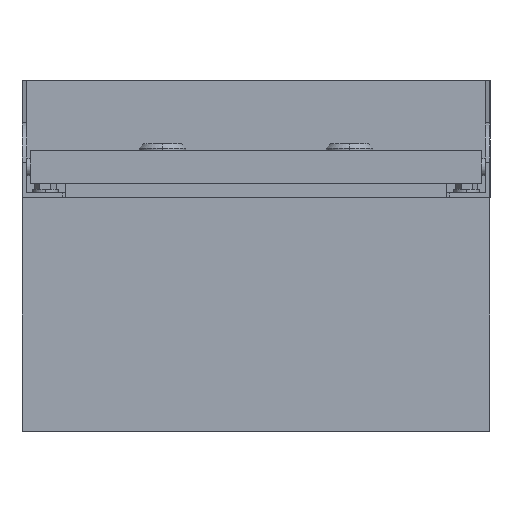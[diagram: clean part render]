
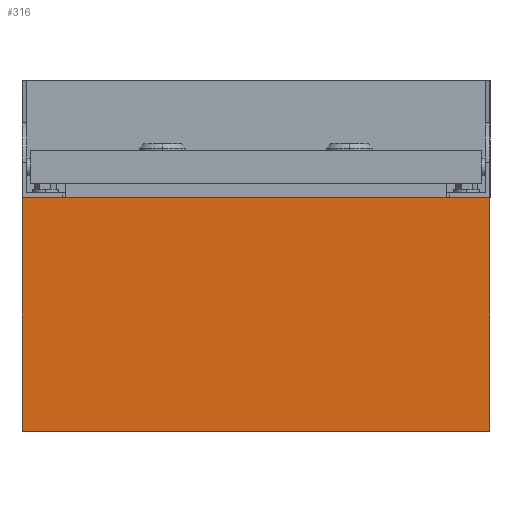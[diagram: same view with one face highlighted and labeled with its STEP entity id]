
A CAD part, front view. The second image highlights one B-rep face of the part: STEP entity #316.
In plain terms, the highlighted planar face has unit normal (0, -1, 0).
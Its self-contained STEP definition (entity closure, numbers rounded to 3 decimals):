
#316 = ADVANCED_FACE ( 'NONE', ( #3058 ), #7779, .T. ) ;
#454 = EDGE_LOOP ( 'NONE', ( #12276, #496, #15125, #13444 ) ) ;
#496 = ORIENTED_EDGE ( 'NONE', *, *, #8951, .F. ) ;
#675 = AXIS2_PLACEMENT_3D ( 'NONE', #6167, #9014, #1790 ) ;
#1239 = DIRECTION ( 'NONE',  ( 0., 0., 1. ) ) ;
#1790 = DIRECTION ( 'NONE',  ( 0., 0., -1. ) ) ;
#1910 = CARTESIAN_POINT ( 'NONE',  ( 200., 0., 0. ) ) ;
#2278 = EDGE_CURVE ( 'NONE', #3209, #18441, #12906, .T. ) ;
#2965 = VECTOR ( 'NONE', #3208, 1000. ) ;
#3058 = FACE_OUTER_BOUND ( 'NONE', #454, .T. ) ;
#3183 = EDGE_CURVE ( 'NONE', #3209, #5093, #17777, .T. ) ;
#3208 = DIRECTION ( 'NONE',  ( -1., 0., 0. ) ) ;
#3209 = VERTEX_POINT ( 'NONE', #6375 ) ;
#4431 = EDGE_CURVE ( 'NONE', #18441, #8062, #16296, .T. ) ;
#5093 = VERTEX_POINT ( 'NONE', #7542 ) ;
#6167 = CARTESIAN_POINT ( 'NONE',  ( 200., 0., 0. ) ) ;
#6213 = VECTOR ( 'NONE', #1239, 1000. ) ;
#6375 = CARTESIAN_POINT ( 'NONE',  ( 200., 0., 0. ) ) ;
#7542 = CARTESIAN_POINT ( 'NONE',  ( 0., 0., 0. ) ) ;
#7779 = PLANE ( 'NONE',  #675 ) ;
#7982 = DIRECTION ( 'NONE',  ( -1., 0., 0. ) ) ;
#8062 = VERTEX_POINT ( 'NONE', #14374 ) ;
#8331 = CARTESIAN_POINT ( 'NONE',  ( 0., 0., 0. ) ) ;
#8951 = EDGE_CURVE ( 'NONE', #5093, #8062, #17257, .T. ) ;
#9014 = DIRECTION ( 'NONE',  ( 0., -1., 0. ) ) ;
#10098 = CARTESIAN_POINT ( 'NONE',  ( 200., 0., 0. ) ) ;
#10537 = CARTESIAN_POINT ( 'NONE',  ( 200., 0., 100. ) ) ;
#11213 = DIRECTION ( 'NONE',  ( 0., 0., 1. ) ) ;
#12130 = VECTOR ( 'NONE', #11213, 1000. ) ;
#12276 = ORIENTED_EDGE ( 'NONE', *, *, #4431, .T. ) ;
#12906 = LINE ( 'NONE', #10098, #6213 ) ;
#13444 = ORIENTED_EDGE ( 'NONE', *, *, #2278, .T. ) ;
#14374 = CARTESIAN_POINT ( 'NONE',  ( 0., 0., 100. ) ) ;
#15125 = ORIENTED_EDGE ( 'NONE', *, *, #3183, .F. ) ;
#16074 = VECTOR ( 'NONE', #7982, 1000. ) ;
#16296 = LINE ( 'NONE', #10537, #2965 ) ;
#16626 = CARTESIAN_POINT ( 'NONE',  ( 200., 0., 100. ) ) ;
#17257 = LINE ( 'NONE', #8331, #12130 ) ;
#17777 = LINE ( 'NONE', #1910, #16074 ) ;
#18441 = VERTEX_POINT ( 'NONE', #16626 ) ;
